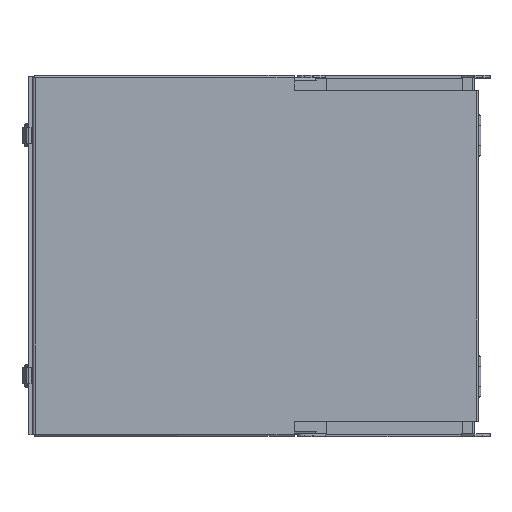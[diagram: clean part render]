
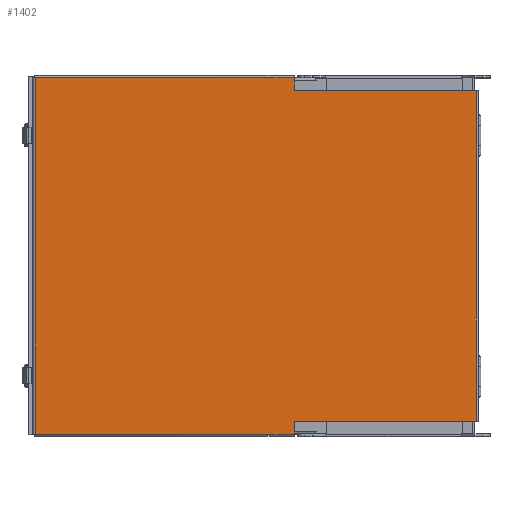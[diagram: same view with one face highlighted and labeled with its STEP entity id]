
A CAD part, top view. The second image highlights one B-rep face of the part: STEP entity #1402.
In plain terms, the highlighted planar face has unit normal (0, 0, 1).
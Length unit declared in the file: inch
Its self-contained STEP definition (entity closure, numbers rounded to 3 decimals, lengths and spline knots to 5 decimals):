
#152 = CARTESIAN_POINT ( 'NONE',  ( 1.9, -8.892, 8.172 ) ) ;
#205 = EDGE_CURVE ( 'NONE', #8710, #9178, #13905, .T. ) ;
#239 = CARTESIAN_POINT ( 'NONE',  ( 1.9, 8.892, 8.172 ) ) ;
#259 = CARTESIAN_POINT ( 'NONE',  ( 10.98, 8.248, 8.172 ) ) ;
#442 = ORIENTED_EDGE ( 'NONE', *, *, #9459, .T. ) ;
#693 = LINE ( 'NONE', #17339, #2347 ) ;
#990 = ORIENTED_EDGE ( 'NONE', *, *, #11834, .T. ) ;
#1158 = EDGE_LOOP ( 'NONE', ( #3325, #2964, #7488, #11083, #12539, #990, #442, #10747 ) ) ;
#1343 = VECTOR ( 'NONE', #8050, 39.37008 ) ;
#1402 = ADVANCED_FACE ( 'NONE', ( #13116 ), #15997, .T. ) ;
#1664 = EDGE_CURVE ( 'NONE', #14318, #7964, #15770, .T. ) ;
#2224 = CARTESIAN_POINT ( 'NONE',  ( 10.98, 9., 8.172 ) ) ;
#2347 = VECTOR ( 'NONE', #2386, 39.37008 ) ;
#2386 = DIRECTION ( 'NONE',  ( -1., 0., 0. ) ) ;
#2911 = CARTESIAN_POINT ( 'NONE',  ( 1.9, 8.248, 8.172 ) ) ;
#2964 = ORIENTED_EDGE ( 'NONE', *, *, #1664, .T. ) ;
#3325 = ORIENTED_EDGE ( 'NONE', *, *, #12627, .T. ) ;
#3476 = DIRECTION ( 'NONE',  ( -1., 0., 0. ) ) ;
#3596 = VERTEX_POINT ( 'NONE', #13771 ) ;
#3756 = LINE ( 'NONE', #17533, #6302 ) ;
#4552 = CARTESIAN_POINT ( 'NONE',  ( -11.009, 9., 8.172 ) ) ;
#4952 = LINE ( 'NONE', #9275, #17487 ) ;
#5504 = AXIS2_PLACEMENT_3D ( 'NONE', #11864, #13207, #3476 ) ;
#6302 = VECTOR ( 'NONE', #12767, 39.37008 ) ;
#6698 = EDGE_CURVE ( 'NONE', #13909, #11245, #693, .T. ) ;
#7048 = CARTESIAN_POINT ( 'NONE',  ( 1.9, 9., 8.172 ) ) ;
#7263 = VECTOR ( 'NONE', #8308, 39.37008 ) ;
#7488 = ORIENTED_EDGE ( 'NONE', *, *, #12631, .T. ) ;
#7903 = LINE ( 'NONE', #2224, #11389 ) ;
#7964 = VERTEX_POINT ( 'NONE', #8249 ) ;
#8050 = DIRECTION ( 'NONE',  ( 1., 0., 0. ) ) ;
#8249 = CARTESIAN_POINT ( 'NONE',  ( -11.009, 8.892, 8.172 ) ) ;
#8308 = DIRECTION ( 'NONE',  ( 0., 1., 0. ) ) ;
#8710 = VERTEX_POINT ( 'NONE', #13524 ) ;
#8877 = VECTOR ( 'NONE', #14017, 39.37008 ) ;
#8936 = VECTOR ( 'NONE', #12659, 39.37008 ) ;
#9178 = VERTEX_POINT ( 'NONE', #13953 ) ;
#9275 = CARTESIAN_POINT ( 'NONE',  ( 1.9, -8.248, 8.172 ) ) ;
#9427 = DIRECTION ( 'NONE',  ( 0., 1., 0. ) ) ;
#9459 = EDGE_CURVE ( 'NONE', #12200, #13909, #7903, .T. ) ;
#9965 = LINE ( 'NONE', #4552, #8877 ) ;
#10043 = EDGE_CURVE ( 'NONE', #3596, #8710, #10934, .T. ) ;
#10747 = ORIENTED_EDGE ( 'NONE', *, *, #6698, .T. ) ;
#10934 = LINE ( 'NONE', #152, #1343 ) ;
#11083 = ORIENTED_EDGE ( 'NONE', *, *, #10043, .T. ) ;
#11245 = VERTEX_POINT ( 'NONE', #2911 ) ;
#11389 = VECTOR ( 'NONE', #9427, 39.37008 ) ;
#11834 = EDGE_CURVE ( 'NONE', #9178, #12200, #4952, .T. ) ;
#11864 = CARTESIAN_POINT ( 'NONE',  ( 1.9, 9., 8.172 ) ) ;
#12200 = VERTEX_POINT ( 'NONE', #13776 ) ;
#12539 = ORIENTED_EDGE ( 'NONE', *, *, #205, .T. ) ;
#12627 = EDGE_CURVE ( 'NONE', #11245, #14318, #3756, .T. ) ;
#12631 = EDGE_CURVE ( 'NONE', #7964, #3596, #9965, .T. ) ;
#12659 = DIRECTION ( 'NONE',  ( -1., 0., 0. ) ) ;
#12767 = DIRECTION ( 'NONE',  ( 0., 1., 0. ) ) ;
#13116 = FACE_OUTER_BOUND ( 'NONE', #1158, .T. ) ;
#13207 = DIRECTION ( 'NONE',  ( 0., 0., 1. ) ) ;
#13524 = CARTESIAN_POINT ( 'NONE',  ( 1.9, -8.892, 8.172 ) ) ;
#13771 = CARTESIAN_POINT ( 'NONE',  ( -11.009, -8.892, 8.172 ) ) ;
#13776 = CARTESIAN_POINT ( 'NONE',  ( 10.98, -8.248, 8.172 ) ) ;
#13832 = CARTESIAN_POINT ( 'NONE',  ( 1.9, 8.892, 8.172 ) ) ;
#13905 = LINE ( 'NONE', #7048, #7263 ) ;
#13909 = VERTEX_POINT ( 'NONE', #259 ) ;
#13953 = CARTESIAN_POINT ( 'NONE',  ( 1.9, -8.248, 8.172 ) ) ;
#14017 = DIRECTION ( 'NONE',  ( 0., -1., 0. ) ) ;
#14318 = VERTEX_POINT ( 'NONE', #239 ) ;
#14663 = DIRECTION ( 'NONE',  ( 1., 0., 0. ) ) ;
#15770 = LINE ( 'NONE', #13832, #8936 ) ;
#15997 = PLANE ( 'NONE',  #5504 ) ;
#17339 = CARTESIAN_POINT ( 'NONE',  ( 1.9, 8.248, 8.172 ) ) ;
#17487 = VECTOR ( 'NONE', #14663, 39.37008 ) ;
#17533 = CARTESIAN_POINT ( 'NONE',  ( 1.9, 9., 8.172 ) ) ;
